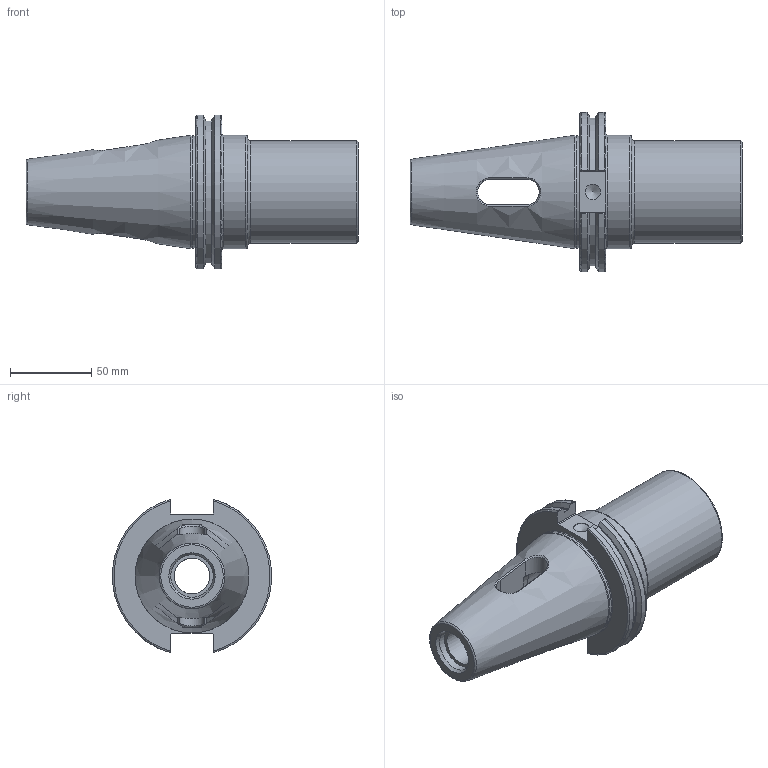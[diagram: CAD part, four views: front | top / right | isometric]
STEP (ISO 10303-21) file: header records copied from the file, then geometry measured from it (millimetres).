
FILE_DESCRIPTION(/* description */ (''),/* implementation_level */ '2;1');
FILE_NAME(/* name */ 'CL041.stp',/* time_stamp */ '2025-03-11T12:03:37+09:00',/* author */ ('YSH'),/* organization */ (''),/* preprocessor_version */ 'ST-DEVELOPER v20',/* originating_system */ 'Autodesk Inventor 2025',/* authorisation */ '');
FILE_SCHEMA (('AUTOMOTIVE_DESIGN { 1 0 10303 214 3 1 1 }'));
Length unit declared in the file: millimetre
Products named in the file (1): LO-CAT50-MTA5-103.12
Bounding box: 204.72 x 98.06 x 94.69 mm (x, y, z)
Volume: 416015.4 mm3; surface area: 74026 mm2
Topology: 1 solids, 1 shells, 88 faces, 240 edges, 156 vertices
Faces by surface type: plane 35, cylinder 17, bspline 16, cone 10, torus 10
Full cylindrical faces by diameter (mm): 9.525 x1, 21.971 x1, 26.2 x1, 38.2 x1, 63 x1, 69.25 x1, 69.85 x1
Entity records: 3469 total; most frequent: CARTESIAN_POINT 1339, ORIENTED_EDGE 478, DIRECTION 376, EDGE_CURVE 239, VERTEX_POINT 156, AXIS2_PLACEMENT_3D 135, LINE 106, VECTOR 106
